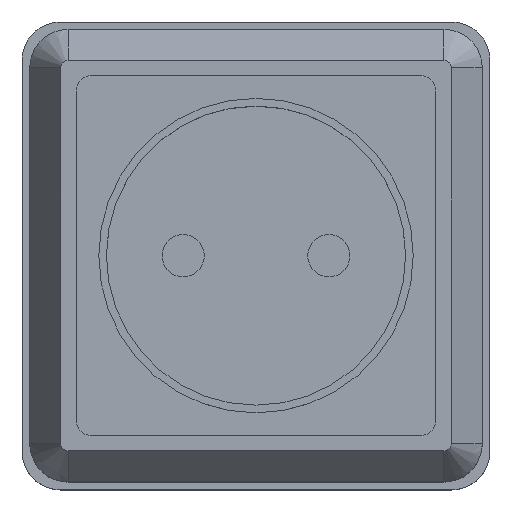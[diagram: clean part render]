
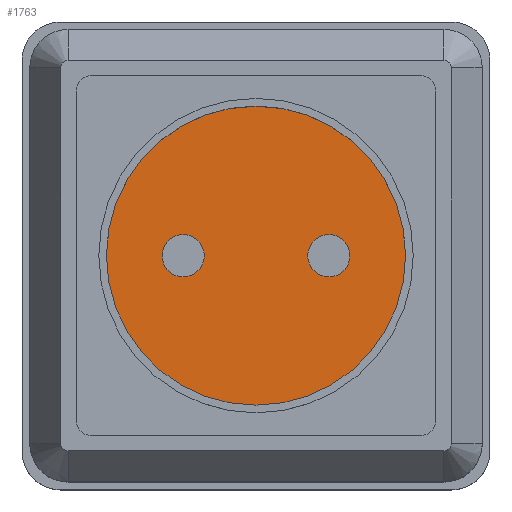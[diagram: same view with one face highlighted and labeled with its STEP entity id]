
A CAD part, top view. The second image highlights one B-rep face of the part: STEP entity #1763.
In plain terms, the highlighted planar face has unit normal (0, 0, 1).
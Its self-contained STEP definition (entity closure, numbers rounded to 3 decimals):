
#25 = EDGE_CURVE ( 'NONE', #1783, #1783, #305, .T. ) ;
#88 = EDGE_LOOP ( 'NONE', ( #2379 ) ) ;
#227 = EDGE_LOOP ( 'NONE', ( #2499 ) ) ;
#266 = PLANE ( 'NONE',  #545 ) ;
#305 = CIRCLE ( 'NONE', #1975, 2.75 ) ;
#359 = CARTESIAN_POINT ( 'NONE',  ( 19.5, 0., 26. ) ) ;
#401 = FACE_BOUND ( 'NONE', #88, .T. ) ;
#413 = AXIS2_PLACEMENT_3D ( 'NONE', #2173, #887, #2398 ) ;
#489 = DIRECTION ( 'NONE',  ( 1., 0., 0. ) ) ;
#493 = EDGE_CURVE ( 'NONE', #2213, #2213, #1159, .T. ) ;
#532 = DIRECTION ( 'NONE',  ( 0., 0., 1. ) ) ;
#545 = AXIS2_PLACEMENT_3D ( 'NONE', #2412, #1768, #489 ) ;
#552 = CIRCLE ( 'NONE', #413, 2.75 ) ;
#574 = CARTESIAN_POINT ( 'NONE',  ( 6.75, 0., 26. ) ) ;
#650 = ORIENTED_EDGE ( 'NONE', *, *, #493, .T. ) ;
#838 = FACE_OUTER_BOUND ( 'NONE', #2634, .T. ) ;
#887 = DIRECTION ( 'NONE',  ( 0., 0., 1. ) ) ;
#1065 = CARTESIAN_POINT ( 'NONE',  ( 0., 0., 26. ) ) ;
#1159 = CIRCLE ( 'NONE', #1307, 19.5 ) ;
#1285 = DIRECTION ( 'NONE',  ( 1., 0., 0. ) ) ;
#1307 = AXIS2_PLACEMENT_3D ( 'NONE', #1065, #2575, #1285 ) ;
#1443 = CARTESIAN_POINT ( 'NONE',  ( -6.75, 0., 26. ) ) ;
#1585 = VERTEX_POINT ( 'NONE', #1443 ) ;
#1630 = EDGE_CURVE ( 'NONE', #1585, #1585, #552, .T. ) ;
#1763 = ADVANCED_FACE ( 'NONE', ( #1907, #401, #838 ), #266, .T. ) ;
#1768 = DIRECTION ( 'NONE',  ( 0., 0., 1. ) ) ;
#1783 = VERTEX_POINT ( 'NONE', #574 ) ;
#1907 = FACE_BOUND ( 'NONE', #227, .T. ) ;
#1975 = AXIS2_PLACEMENT_3D ( 'NONE', #2195, #532, #2023 ) ;
#2023 = DIRECTION ( 'NONE',  ( -1., 0., 0. ) ) ;
#2173 = CARTESIAN_POINT ( 'NONE',  ( -9.5, 0., 26. ) ) ;
#2195 = CARTESIAN_POINT ( 'NONE',  ( 9.5, 0., 26. ) ) ;
#2213 = VERTEX_POINT ( 'NONE', #359 ) ;
#2379 = ORIENTED_EDGE ( 'NONE', *, *, #1630, .F. ) ;
#2398 = DIRECTION ( 'NONE',  ( 1., 0., 0. ) ) ;
#2412 = CARTESIAN_POINT ( 'NONE',  ( 0., 0., 26. ) ) ;
#2499 = ORIENTED_EDGE ( 'NONE', *, *, #25, .F. ) ;
#2575 = DIRECTION ( 'NONE',  ( 0., 0., 1. ) ) ;
#2634 = EDGE_LOOP ( 'NONE', ( #650 ) ) ;
